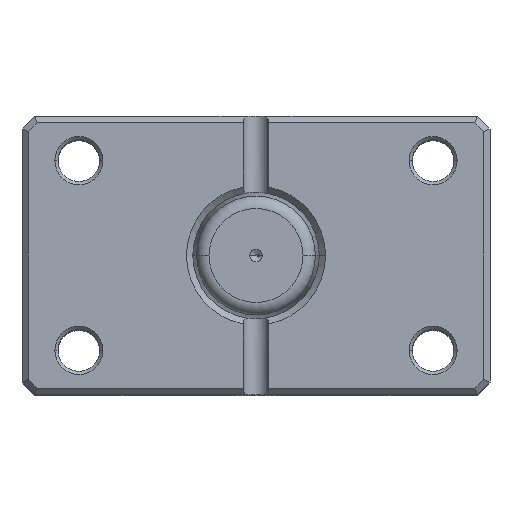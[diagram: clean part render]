
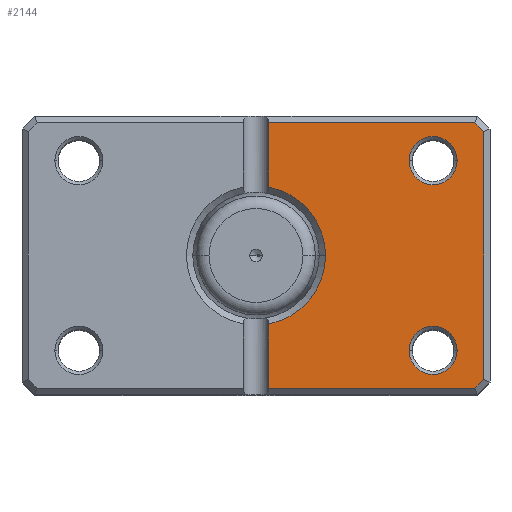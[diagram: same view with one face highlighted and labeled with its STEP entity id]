
A CAD part, top view. The second image highlights one B-rep face of the part: STEP entity #2144.
In plain terms, the highlighted face is planar.
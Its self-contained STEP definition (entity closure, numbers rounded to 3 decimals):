
#19 = CIRCLE ( 'NONE', #1595, 3.8 ) ;
#31 = CIRCLE ( 'NONE', #716, 3.8 ) ;
#360 = CARTESIAN_POINT ( 'NONE',  ( 0., 0., 0. ) ) ;
#405 = DIRECTION ( 'NONE',  ( 0., 0., 1. ) ) ;
#435 = VERTEX_POINT ( 'NONE', #2120 ) ;
#453 = CARTESIAN_POINT ( 'NONE',  ( -36., -19.586, 0. ) ) ;
#574 = DIRECTION ( 'NONE',  ( 0., 0., 1. ) ) ;
#652 = DIRECTION ( 'NONE',  ( 0., 0., 1. ) ) ;
#674 = VECTOR ( 'NONE', #3143, 1000. ) ;
#716 = AXIS2_PLACEMENT_3D ( 'NONE', #899, #976, #951 ) ;
#723 = ORIENTED_EDGE ( 'NONE', *, *, #3665, .T. ) ;
#730 = ORIENTED_EDGE ( 'NONE', *, *, #3020, .T. ) ;
#802 = PLANE ( 'NONE',  #4504 ) ;
#842 = CARTESIAN_POINT ( 'NONE',  ( 0., 0., 0. ) ) ;
#866 = EDGE_CURVE ( 'NONE', #3879, #3095, #3024, .T. ) ;
#899 = CARTESIAN_POINT ( 'NONE',  ( -28., -15., 0. ) ) ;
#907 = FACE_BOUND ( 'NONE', #935, .T. ) ;
#918 = CARTESIAN_POINT ( 'NONE',  ( -34.586, -21., 0. ) ) ;
#928 = DIRECTION ( 'NONE',  ( 1., 0., 0. ) ) ;
#935 = EDGE_LOOP ( 'NONE', ( #723, #5495 ) ) ;
#951 = DIRECTION ( 'NONE',  ( 1., 0., 0. ) ) ;
#963 = CARTESIAN_POINT ( 'NONE',  ( -31.8, -15., 0. ) ) ;
#976 = DIRECTION ( 'NONE',  ( 0., 0., 1. ) ) ;
#1104 = VERTEX_POINT ( 'NONE', #1696 ) ;
#1121 = ORIENTED_EDGE ( 'NONE', *, *, #2381, .T. ) ;
#1141 = CARTESIAN_POINT ( 'NONE',  ( -11., 0., 0. ) ) ;
#1301 = VERTEX_POINT ( 'NONE', #2482 ) ;
#1450 = EDGE_CURVE ( 'NONE', #6329, #1104, #31, .T. ) ;
#1530 = VERTEX_POINT ( 'NONE', #4032 ) ;
#1595 = AXIS2_PLACEMENT_3D ( 'NONE', #4269, #4208, #4189 ) ;
#1696 = CARTESIAN_POINT ( 'NONE',  ( -24.2, -15., 0. ) ) ;
#1854 = ORIENTED_EDGE ( 'NONE', *, *, #2767, .T. ) ;
#1929 = DIRECTION ( 'NONE',  ( 0., 0., 1. ) ) ;
#1956 = ORIENTED_EDGE ( 'NONE', *, *, #5611, .T. ) ;
#1979 = CARTESIAN_POINT ( 'NONE',  ( -27.793, -27.793, 0. ) ) ;
#1997 = CARTESIAN_POINT ( 'NONE',  ( -36., 0., 0. ) ) ;
#1999 = VERTEX_POINT ( 'NONE', #5818 ) ;
#2018 = DIRECTION ( 'NONE',  ( 0., 1., 0. ) ) ;
#2120 = CARTESIAN_POINT ( 'NONE',  ( -2., 21., 0. ) ) ;
#2124 = DIRECTION ( 'NONE',  ( 0., -1., 0. ) ) ;
#2144 = ADVANCED_FACE ( 'NONE', ( #6074, #907, #3596 ), #802, .F. ) ;
#2264 = CARTESIAN_POINT ( 'NONE',  ( -2., -21., 0. ) ) ;
#2381 = EDGE_CURVE ( 'NONE', #1530, #435, #6161, .T. ) ;
#2426 = EDGE_CURVE ( 'NONE', #1301, #4616, #3349, .T. ) ;
#2482 = CARTESIAN_POINT ( 'NONE',  ( -2., -10.817, 0. ) ) ;
#2654 = CARTESIAN_POINT ( 'NONE',  ( -2., 22., 0. ) ) ;
#2706 = LINE ( 'NONE', #1997, #4064 ) ;
#2740 = VERTEX_POINT ( 'NONE', #2868 ) ;
#2767 = EDGE_CURVE ( 'NONE', #4152, #6226, #5604, .T. ) ;
#2868 = CARTESIAN_POINT ( 'NONE',  ( -31.8, 15., 0. ) ) ;
#2887 = VECTOR ( 'NONE', #2124, 1000. ) ;
#2934 = EDGE_CURVE ( 'NONE', #4722, #1530, #4520, .T. ) ;
#2991 = CARTESIAN_POINT ( 'NONE',  ( 0., -21., 0. ) ) ;
#3020 = EDGE_CURVE ( 'NONE', #3095, #4722, #2706, .T. ) ;
#3024 = LINE ( 'NONE', #1979, #4364 ) ;
#3095 = VERTEX_POINT ( 'NONE', #453 ) ;
#3135 = DIRECTION ( 'NONE',  ( 0.707, 0.707, 0. ) ) ;
#3143 = DIRECTION ( 'NONE',  ( 0., -1., 0. ) ) ;
#3240 = ORIENTED_EDGE ( 'NONE', *, *, #1450, .T. ) ;
#3349 = LINE ( 'NONE', #2654, #674 ) ;
#3382 = CARTESIAN_POINT ( 'NONE',  ( -27.793, 27.793, 0. ) ) ;
#3384 = CIRCLE ( 'NONE', #5461, 11. ) ;
#3406 = ORIENTED_EDGE ( 'NONE', *, *, #2934, .T. ) ;
#3496 = DIRECTION ( 'NONE',  ( -0.707, 0.707, 0. ) ) ;
#3500 = VECTOR ( 'NONE', #6484, 1000. ) ;
#3511 = VECTOR ( 'NONE', #6442, 1000. ) ;
#3587 = CARTESIAN_POINT ( 'NONE',  ( 0., 0., 0. ) ) ;
#3592 = ORIENTED_EDGE ( 'NONE', *, *, #2426, .T. ) ;
#3596 = FACE_OUTER_BOUND ( 'NONE', #3778, .T. ) ;
#3661 = CARTESIAN_POINT ( 'NONE',  ( -28., -15., 0. ) ) ;
#3665 = EDGE_CURVE ( 'NONE', #2740, #1999, #19, .T. ) ;
#3702 = ORIENTED_EDGE ( 'NONE', *, *, #6207, .T. ) ;
#3778 = EDGE_LOOP ( 'NONE', ( #3702, #1854, #4839, #3592, #6395, #6277, #730, #3406, #1121 ) ) ;
#3852 = EDGE_LOOP ( 'NONE', ( #3240, #1956 ) ) ;
#3879 = VERTEX_POINT ( 'NONE', #918 ) ;
#3891 = AXIS2_PLACEMENT_3D ( 'NONE', #4938, #1929, #5443 ) ;
#4006 = DIRECTION ( 'NONE',  ( 0., 0., 1. ) ) ;
#4032 = CARTESIAN_POINT ( 'NONE',  ( -34.586, 21., 0. ) ) ;
#4064 = VECTOR ( 'NONE', #2018, 1000. ) ;
#4086 = LINE ( 'NONE', #5129, #2887 ) ;
#4099 = DIRECTION ( 'NONE',  ( 1., 0., 0. ) ) ;
#4152 = VERTEX_POINT ( 'NONE', #5669 ) ;
#4180 = DIRECTION ( 'NONE',  ( 1., 0., 0. ) ) ;
#4189 = DIRECTION ( 'NONE',  ( 1., 0., 0. ) ) ;
#4208 = DIRECTION ( 'NONE',  ( 0., 0., 1. ) ) ;
#4269 = CARTESIAN_POINT ( 'NONE',  ( -28., 15., 0. ) ) ;
#4364 = VECTOR ( 'NONE', #3496, 1000. ) ;
#4468 = AXIS2_PLACEMENT_3D ( 'NONE', #360, #405, #6454 ) ;
#4504 = AXIS2_PLACEMENT_3D ( 'NONE', #842, #4006, #928 ) ;
#4520 = LINE ( 'NONE', #3382, #5685 ) ;
#4616 = VERTEX_POINT ( 'NONE', #2264 ) ;
#4722 = VERTEX_POINT ( 'NONE', #4857 ) ;
#4839 = ORIENTED_EDGE ( 'NONE', *, *, #4983, .T. ) ;
#4857 = CARTESIAN_POINT ( 'NONE',  ( -36., 19.586, 0. ) ) ;
#4895 = EDGE_CURVE ( 'NONE', #4616, #3879, #5591, .T. ) ;
#4938 = CARTESIAN_POINT ( 'NONE',  ( -28., 15., 0. ) ) ;
#4983 = EDGE_CURVE ( 'NONE', #6226, #1301, #3384, .T. ) ;
#5007 = AXIS2_PLACEMENT_3D ( 'NONE', #3661, #652, #4180 ) ;
#5129 = CARTESIAN_POINT ( 'NONE',  ( -2., 22., 0. ) ) ;
#5406 = EDGE_CURVE ( 'NONE', #1999, #2740, #6015, .T. ) ;
#5443 = DIRECTION ( 'NONE',  ( 1., 0., 0. ) ) ;
#5461 = AXIS2_PLACEMENT_3D ( 'NONE', #3587, #574, #4099 ) ;
#5479 = CIRCLE ( 'NONE', #5007, 3.8 ) ;
#5495 = ORIENTED_EDGE ( 'NONE', *, *, #5406, .T. ) ;
#5591 = LINE ( 'NONE', #2991, #3500 ) ;
#5604 = CIRCLE ( 'NONE', #4468, 11. ) ;
#5611 = EDGE_CURVE ( 'NONE', #1104, #6329, #5479, .T. ) ;
#5669 = CARTESIAN_POINT ( 'NONE',  ( -2., 10.817, 0. ) ) ;
#5671 = CARTESIAN_POINT ( 'NONE',  ( 0., 21., 0. ) ) ;
#5685 = VECTOR ( 'NONE', #3135, 1000. ) ;
#5818 = CARTESIAN_POINT ( 'NONE',  ( -24.2, 15., 0. ) ) ;
#6015 = CIRCLE ( 'NONE', #3891, 3.8 ) ;
#6074 = FACE_BOUND ( 'NONE', #3852, .T. ) ;
#6161 = LINE ( 'NONE', #5671, #3511 ) ;
#6207 = EDGE_CURVE ( 'NONE', #435, #4152, #4086, .T. ) ;
#6226 = VERTEX_POINT ( 'NONE', #1141 ) ;
#6277 = ORIENTED_EDGE ( 'NONE', *, *, #866, .T. ) ;
#6329 = VERTEX_POINT ( 'NONE', #963 ) ;
#6395 = ORIENTED_EDGE ( 'NONE', *, *, #4895, .T. ) ;
#6442 = DIRECTION ( 'NONE',  ( 1., 0., 0. ) ) ;
#6454 = DIRECTION ( 'NONE',  ( 1., 0., 0. ) ) ;
#6484 = DIRECTION ( 'NONE',  ( -1., 0., 0. ) ) ;
